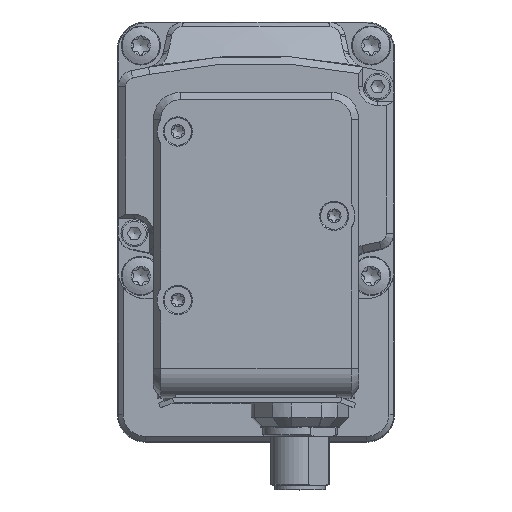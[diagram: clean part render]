
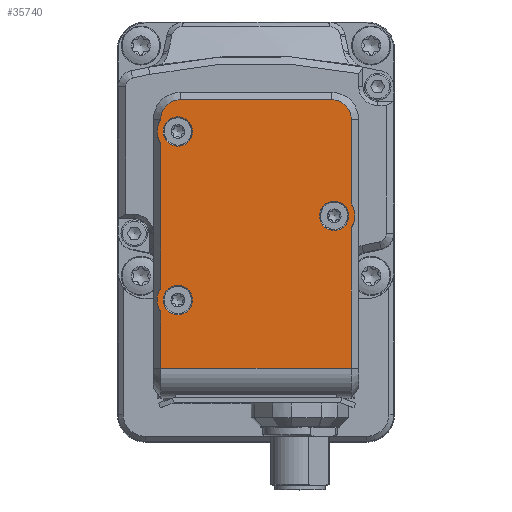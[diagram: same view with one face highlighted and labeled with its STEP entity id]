
A CAD part, top view. The second image highlights one B-rep face of the part: STEP entity #35740.
In plain terms, the highlighted planar face has unit normal (0, 0, 1).
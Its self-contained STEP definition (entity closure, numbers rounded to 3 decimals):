
#2132=FACE_BOUND('',#6825,.T.);
#2133=FACE_BOUND('',#6826,.T.);
#2134=FACE_BOUND('',#6827,.T.);
#2774=PLANE('',#38027);
#4856=FACE_OUTER_BOUND('',#6824,.T.);
#6824=EDGE_LOOP('',(#30233,#30234,#30235,#30236,#30237,#30238,#30239,#30240,
#30241,#30242,#30243,#30244));
#6825=EDGE_LOOP('',(#30245));
#6826=EDGE_LOOP('',(#30246));
#6827=EDGE_LOOP('',(#30247));
#9429=LINE('',#65219,#12007);
#9431=LINE('',#65222,#12009);
#9434=LINE('',#65230,#12012);
#9436=LINE('',#65239,#12014);
#9438=LINE('',#65243,#12016);
#9439=LINE('',#65246,#12017);
#9446=LINE('',#65306,#12024);
#12007=VECTOR('',#44602,10.);
#12009=VECTOR('',#44604,10.);
#12012=VECTOR('',#44613,10.);
#12014=VECTOR('',#44623,10.);
#12016=VECTOR('',#44625,10.);
#12017=VECTOR('',#44628,10.);
#12024=VECTOR('',#44705,10.);
#13126=CIRCLE('',#37986,3.993);
#13127=CIRCLE('',#37989,3.993);
#13132=CIRCLE('',#38004,4.25);
#13133=CIRCLE('',#38006,4.25);
#13134=CIRCLE('',#38008,4.25);
#13150=CIRCLE('',#38028,3.);
#13151=CIRCLE('',#38029,3.);
#13152=CIRCLE('',#38030,3.);
#16244=VERTEX_POINT('',#65212);
#16245=VERTEX_POINT('',#65216);
#16246=VERTEX_POINT('',#65217);
#16247=VERTEX_POINT('',#65220);
#16248=VERTEX_POINT('',#65224);
#16249=VERTEX_POINT('',#65228);
#16250=VERTEX_POINT('',#65232);
#16251=VERTEX_POINT('',#65236);
#16252=VERTEX_POINT('',#65237);
#16253=VERTEX_POINT('',#65240);
#16254=VERTEX_POINT('',#65242);
#16255=VERTEX_POINT('',#65244);
#16274=VERTEX_POINT('',#65307);
#16275=VERTEX_POINT('',#65309);
#16276=VERTEX_POINT('',#65311);
#21065=EDGE_CURVE('',#16246,#16244,#9429,.T.);
#21067=EDGE_CURVE('',#16247,#16245,#9431,.T.);
#21069=EDGE_CURVE('',#16248,#16247,#13126,.T.);
#21071=EDGE_CURVE('',#16249,#16248,#9434,.T.);
#21073=EDGE_CURVE('',#16250,#16249,#13127,.T.);
#21075=EDGE_CURVE('',#16252,#16250,#9436,.T.);
#21077=EDGE_CURVE('',#16253,#16254,#9438,.T.);
#21079=EDGE_CURVE('',#16255,#16251,#9439,.T.);
#21088=EDGE_CURVE('',#16245,#16246,#13132,.T.);
#21089=EDGE_CURVE('',#16254,#16255,#13133,.T.);
#21090=EDGE_CURVE('',#16251,#16252,#13134,.T.);
#21109=EDGE_CURVE('',#16244,#16253,#9446,.T.);
#21110=EDGE_CURVE('',#16274,#16274,#13150,.T.);
#21111=EDGE_CURVE('',#16275,#16275,#13151,.T.);
#21112=EDGE_CURVE('',#16276,#16276,#13152,.T.);
#30233=ORIENTED_EDGE('',*,*,#21079,.F.);
#30234=ORIENTED_EDGE('',*,*,#21089,.F.);
#30235=ORIENTED_EDGE('',*,*,#21077,.F.);
#30236=ORIENTED_EDGE('',*,*,#21109,.F.);
#30237=ORIENTED_EDGE('',*,*,#21065,.F.);
#30238=ORIENTED_EDGE('',*,*,#21088,.F.);
#30239=ORIENTED_EDGE('',*,*,#21067,.F.);
#30240=ORIENTED_EDGE('',*,*,#21069,.F.);
#30241=ORIENTED_EDGE('',*,*,#21071,.F.);
#30242=ORIENTED_EDGE('',*,*,#21073,.F.);
#30243=ORIENTED_EDGE('',*,*,#21075,.F.);
#30244=ORIENTED_EDGE('',*,*,#21090,.F.);
#30245=ORIENTED_EDGE('',*,*,#21110,.T.);
#30246=ORIENTED_EDGE('',*,*,#21111,.T.);
#30247=ORIENTED_EDGE('',*,*,#21112,.T.);
#35740=ADVANCED_FACE('',(#4856,#2132,#2133,#2134),#2774,.T.);
#37986=AXIS2_PLACEMENT_3D('',#65226,#44608,#44609);
#37989=AXIS2_PLACEMENT_3D('',#65234,#44617,#44618);
#38004=AXIS2_PLACEMENT_3D('',#65264,#44654,#44655);
#38006=AXIS2_PLACEMENT_3D('',#65266,#44658,#44659);
#38008=AXIS2_PLACEMENT_3D('',#65268,#44662,#44663);
#38027=AXIS2_PLACEMENT_3D('',#65305,#44703,#44704);
#38028=AXIS2_PLACEMENT_3D('',#65308,#44706,#44707);
#38029=AXIS2_PLACEMENT_3D('',#65310,#44708,#44709);
#38030=AXIS2_PLACEMENT_3D('',#65312,#44710,#44711);
#44602=DIRECTION('',(0.,-1.,0.));
#44604=DIRECTION('',(0.,-1.,0.));
#44608=DIRECTION('center_axis',(0.,0.,
-1.));
#44609=DIRECTION('ref_axis',(0.707,0.707,0.));
#44613=DIRECTION('',(1.,0.,0.));
#44617=DIRECTION('center_axis',(0.,0.,
-1.));
#44618=DIRECTION('ref_axis',(-0.707,0.707,0.));
#44623=DIRECTION('',(0.,1.,0.));
#44625=DIRECTION('',(0.,1.,0.));
#44628=DIRECTION('',(0.,1.,0.));
#44654=DIRECTION('center_axis',(0.,0.,
-1.));
#44655=DIRECTION('ref_axis',(0.,1.,0.));
#44658=DIRECTION('center_axis',(0.,0.,
-1.));
#44659=DIRECTION('ref_axis',(0.,1.,0.));
#44662=DIRECTION('center_axis',(0.,0.,
-1.));
#44663=DIRECTION('ref_axis',(0.,1.,0.));
#44703=DIRECTION('center_axis',(0.,0.,
1.));
#44704=DIRECTION('ref_axis',(-1.,0.,0.));
#44705=DIRECTION('',(-1.,0.,0.));
#44706=DIRECTION('center_axis',(0.,0.,
-1.));
#44707=DIRECTION('ref_axis',(0.,1.,0.));
#44708=DIRECTION('center_axis',(0.,0.,
-1.));
#44709=DIRECTION('ref_axis',(0.,1.,0.));
#44710=DIRECTION('center_axis',(0.,0.,
-1.));
#44711=DIRECTION('ref_axis',(0.,1.,0.));
#65212=CARTESIAN_POINT('',(19.493,-42.7,106.));
#65216=CARTESIAN_POINT('',(19.493,-9.029,106.));
#65217=CARTESIAN_POINT('',(19.493,-13.871,106.));
#65219=CARTESIAN_POINT('',(19.493,-39.667,106.));
#65220=CARTESIAN_POINT('',(19.493,8.3,106.));
#65222=CARTESIAN_POINT('',(19.493,-39.667,106.));
#65224=CARTESIAN_POINT('',(15.5,12.293,106.));
#65226=CARTESIAN_POINT('Origin',(15.5,8.3,106.));
#65228=CARTESIAN_POINT('',(-15.5,12.293,106.));
#65230=CARTESIAN_POINT('',(21.,12.293,106.));
#65232=CARTESIAN_POINT('',(-19.493,8.3,106.));
#65234=CARTESIAN_POINT('Origin',(-15.5,8.3,106.));
#65236=CARTESIAN_POINT('',(-19.493,3.379,106.));
#65237=CARTESIAN_POINT('',(-19.493,8.221,106.));
#65239=CARTESIAN_POINT('',(-19.493,-39.667,106.));
#65240=CARTESIAN_POINT('',(-19.493,-42.7,106.));
#65242=CARTESIAN_POINT('',(-19.493,-31.121,106.));
#65243=CARTESIAN_POINT('',(-19.493,-39.667,106.));
#65244=CARTESIAN_POINT('',(-19.493,-26.279,106.));
#65246=CARTESIAN_POINT('',(-19.493,-39.667,106.));
#65264=CARTESIAN_POINT('Origin',(16.,-11.45,106.));
#65266=CARTESIAN_POINT('Origin',(-16.,-28.7,106.));
#65268=CARTESIAN_POINT('Origin',(-16.,5.8,106.));
#65305=CARTESIAN_POINT('Origin',(16.,-11.45,106.));
#65306=CARTESIAN_POINT('',(21.,-42.7,106.));
#65307=CARTESIAN_POINT('',(-16.,-31.7,106.));
#65308=CARTESIAN_POINT('Origin',(-16.,-28.7,106.));
#65309=CARTESIAN_POINT('',(-16.,2.8,106.));
#65310=CARTESIAN_POINT('Origin',(-16.,5.8,106.));
#65311=CARTESIAN_POINT('',(16.,-14.45,106.));
#65312=CARTESIAN_POINT('Origin',(16.,-11.45,106.));
